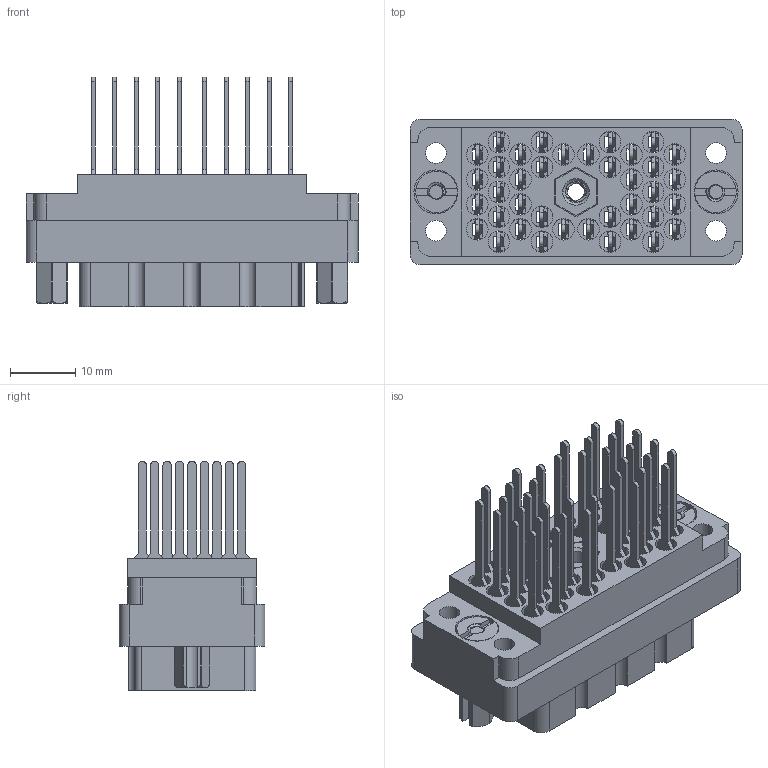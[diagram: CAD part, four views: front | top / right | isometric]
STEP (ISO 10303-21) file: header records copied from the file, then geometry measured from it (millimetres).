
FILE_DESCRIPTION (( 'STEP AP203' ), '1' );
FILE_NAME ('516-038-540-602.STEP', '2020-03-05T15:34:10', ( '' ), ( '' ), 'SwSTEP 2.0', 'SolidWorks 2016', '' );
FILE_SCHEMA (( 'CONFIG_CONTROL_DESIGN' ));
Length unit declared in the file: inch
Products named in the file (7): 516-221-038-102_039; 516-252-035-100_516-252-035-100; 516-292-001_540 Contact; 516 Part Receptacle_038; 516-038-540-602; 516-221-038-102_038; 516-252-021-102_038
Assembly tree (44 placements, depth 2):
  516-038-540-602
    516 Part Receptacle_038
    516-292-001_540 Contact  x38
    516-252-021-102_038  x2
    516-221-038-102_038
    516-252-035-100_516-252-035-100
    516-221-038-102_039
Bounding box: 50.8 x 22.25 x 35.15 mm (x, y, z)
Volume: 12830.1 mm3; surface area: 23685.2 mm2
Topology: 44 solids, 44 shells, 3873 faces, 11192 edges, 7422 vertices
Faces by surface type: plane 2291, cylinder 1276, bspline 262, cone 44
Entity records: 47413 total; most frequent: CARTESIAN_POINT 14164, ORIENTED_EDGE 6804, DIRECTION 6417, EDGE_CURVE 3402, VECTOR 2273, LINE 2273, VERTEX_POINT 2256, AXIS2_PLACEMENT_3D 2072
